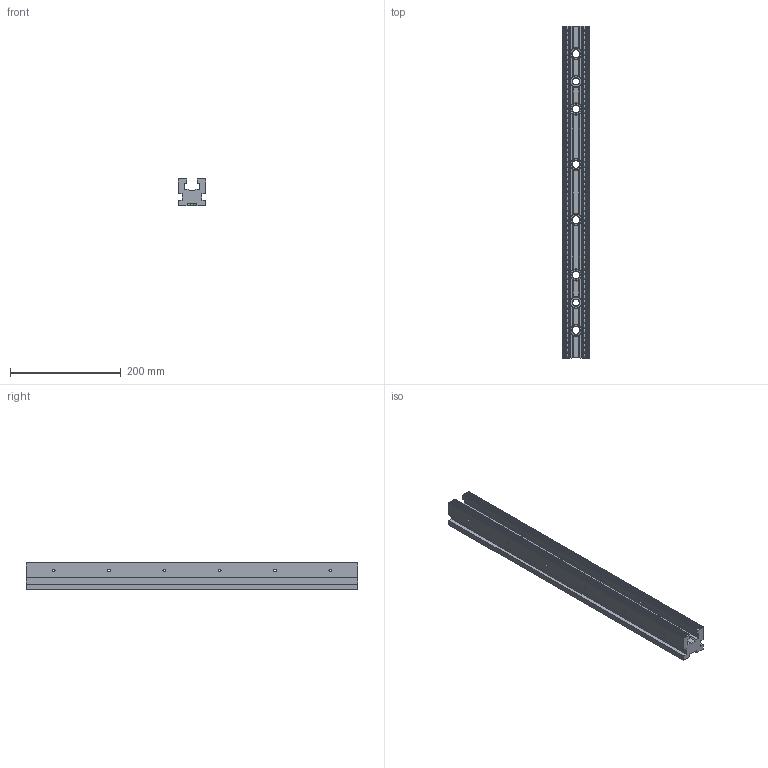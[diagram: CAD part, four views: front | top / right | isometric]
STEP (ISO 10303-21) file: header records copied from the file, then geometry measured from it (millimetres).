
FILE_DESCRIPTION( ( 'Unknown' ), '1' );
FILE_NAME( 'SVF-AB01-5060-100.stp', 'Unknown', ( 'Unknown' ), ( 'Unknown' ), 'PSStep 17.0.49', 'Unknown', ' ' );
FILE_SCHEMA( ( 'AUTOMOTIVE_DESIGN { 1 0 10303 214 1 1 1 1 }' ) );
Length unit declared in the file: millimetre
Products named in the file (1): 1
Bounding box: 50 x 600 x 50 mm (x, y, z)
Volume: 1036781.5 mm3; surface area: 191163.6 mm2
Topology: 1 solids, 1 shells, 2578 faces, 7732 edges, 5156 vertices
Faces by surface type: plane 2478, cone 50, cylinder 50
Full cylindrical faces by diameter (mm): 5 x14, 12 x2, 14 x6, 20 x8
Entity records: 105536 total; most frequent: CARTESIAN_POINT 15549, ORIENTED_EDGE 15304, DIRECTION 12950, EDGE_CURVE 7652, LINE 7384, VECTOR 7384, VERTEX_POINT 5126, AXIS2_PLACEMENT_3D 2783
